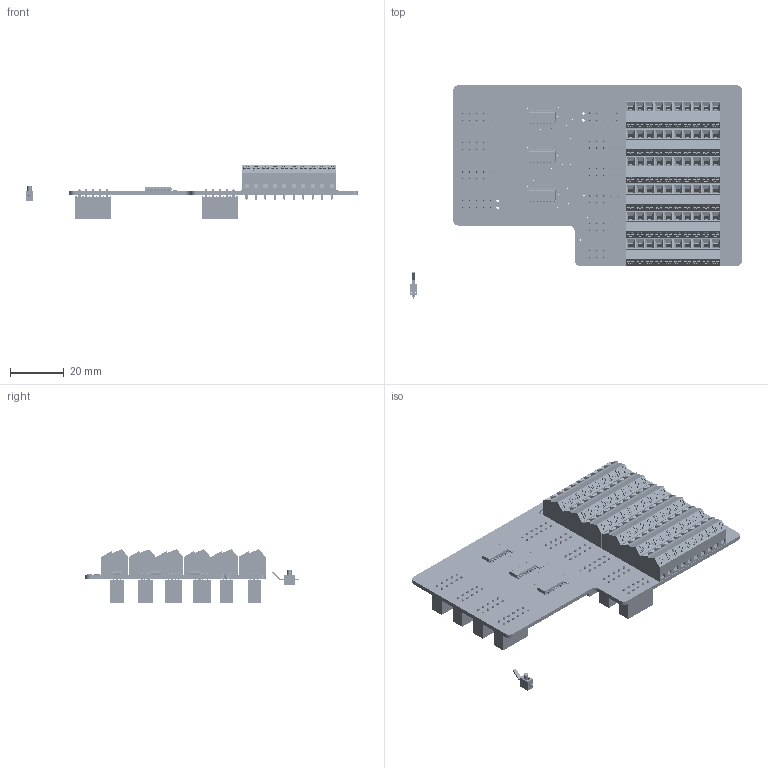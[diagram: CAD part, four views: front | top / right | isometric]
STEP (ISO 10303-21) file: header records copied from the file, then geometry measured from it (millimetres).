
FILE_DESCRIPTION(('HOOPS Exchange Step'),'2;1');
FILE_NAME('export-74AD9CDD-FF20-4016-80C4-D1D25C374B48.stp','2024-06-11T14:30:06+02:00',('Engineering'),('Alibre'),'HOOPS Exchange 2023.0','Alibre','Unknown authorisation');
FILE_SCHEMA( ('AP242_MANAGED_MODEL_BASED_3D_ENGINEERING_MIM_LF {1 0 10303 442 1 1 4 }') );
Length unit declared in the file: millimetre
Products named in the file (160): Board; 691221120005 (1); 691221120005_BACK; 6912211200xx_MASS; 6912211200xx_VIS; 6912211200xx_PIN; 691221120005; 691221120005 (3); 691221120005_BACK (1); 6912211200xx_MASS (1); 6912211200xx_VIS (1); 6912211200xx_PIN (1); 691221120005 (2); 691221120005 (5); 691221120005_BACK (2); 6912211200xx_MASS (2); 6912211200xx_VIS (2); 6912211200xx_PIN (2); 691221120005 (4); 691221120005 (7); 691221120005_BACK (3); 6912211200xx_MASS (3); 6912211200xx_VIS (3); 6912211200xx_PIN (3); 691221120005 (6); 691221120005 (9); 691221120005_BACK (4); 6912211200xx_MASS (4); 6912211200xx_VIS (4); 6912211200xx_PIN (4); 691221120005 (8); 691221120005 (11); 691221120005_BACK (5); 6912211200xx_MASS (5); 6912211200xx_VIS (5); 6912211200xx_PIN (5); 691221120005 (10); 691221120005 (13); 691221120005_BACK (6); 6912211200xx_MASS (6) ...
Assembly tree (305 placements, depth 4):
  6876 CNC760 Line driver axis breakout
    Board
    6876-1 CNC760 Line driver axis breakout
      691221120005
        691221120005 (1)
        691221120005_BACK
        6912211200xx_MASS  x5
        6912211200xx_VIS  x5
        6912211200xx_PIN  x5
      691221120005 (2)
        691221120005 (3)
        691221120005_BACK (1)
        6912211200xx_MASS (1)  x5
        6912211200xx_VIS (1)  x5
        6912211200xx_PIN (1)  x5
      691221120005 (4)
        691221120005 (5)
        691221120005_BACK (2)
        6912211200xx_MASS (2)  x5
        6912211200xx_VIS (2)  x5
        6912211200xx_PIN (2)  x5
      691221120005 (6)
        691221120005 (7)
        691221120005_BACK (3)
        6912211200xx_MASS (3)  x5
        6912211200xx_VIS (3)  x5
        6912211200xx_PIN (3)  x5
      691221120005 (8)
        691221120005 (9)
        691221120005_BACK (4)
        6912211200xx_MASS (4)  x5
        6912211200xx_VIS (4)  x5
        6912211200xx_PIN (4)  x5
      691221120005 (10)
        691221120005 (11)
        691221120005_BACK (5)
        6912211200xx_MASS (5)  x5
        6912211200xx_VIS (5)  x5
        6912211200xx_PIN (5)  x5
      691221120005 (12)
        691221120005 (13)
        691221120005_BACK (6)
        6912211200xx_MASS (6)  x5
        6912211200xx_VIS (6)  x5
        6912211200xx_PIN (6)  x5
      691221120005 (14)
        691221120005 (15)
        691221120005_BACK (7)
        6912211200xx_MASS (7)  x5
        6912211200xx_VIS (7)  x5
        6912211200xx_PIN (7)  x5
      691221120005 (16)
        691221120005 (17)
        691221120005_BACK (8)
        6912211200xx_MASS (8)  x5
        6912211200xx_VIS (8)  x5
        6912211200xx_PIN (8)  x5
      691221120005 (18)
        691221120005 (19)
        691221120005_BACK (9)
Bounding box: 123.05 x 79.12 x 19.85 mm (x, y, z)
Volume: 27355.7 mm3; surface area: 65440 mm2
Topology: 316 solids, 316 shells, 10742 faces, 28734 edges, 18956 vertices
Faces by surface type: plane 8328, cylinder 1876, torus 432, extrusion 106
Entity records: 242238 total; most frequent: CARTESIAN_POINT 42776, ORIENTED_EDGE 40212, DIRECTION 38312, EDGE_CURVE 20106, VECTOR 16896, LINE 16790, VERTEX_POINT 13364, AXIS2_PLACEMENT_3D 10708
